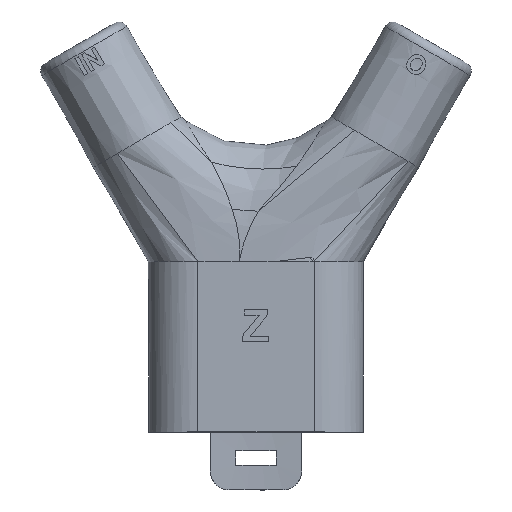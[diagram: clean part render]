
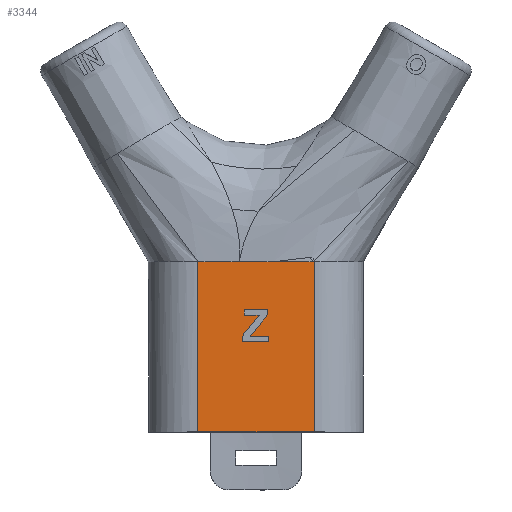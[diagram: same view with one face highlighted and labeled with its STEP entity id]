
A CAD part, top view. The second image highlights one B-rep face of the part: STEP entity #3344.
In plain terms, the highlighted face is planar.
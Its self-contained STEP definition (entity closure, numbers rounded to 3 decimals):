
#249=FACE_BOUND('',#740,.T.);
#546=FACE_OUTER_BOUND('',#739,.T.);
#739=EDGE_LOOP('',(#2607,#2608,#2609,#2610,#2611,#2612,#2613,#2614,#2615));
#740=EDGE_LOOP('',(#2616,#2617,#2618,#2619,#2620,#2621,#2622,#2623,#2624,
#2625));
#853=LINE('',#4572,#1083);
#857=LINE('',#4580,#1087);
#860=LINE('',#4586,#1090);
#863=LINE('',#4592,#1093);
#866=LINE('',#4598,#1096);
#869=LINE('',#4604,#1099);
#872=LINE('',#4610,#1102);
#875=LINE('',#4616,#1105);
#878=LINE('',#4622,#1108);
#881=LINE('',#4627,#1111);
#942=LINE('',#5648,#1172);
#943=LINE('',#5650,#1173);
#944=LINE('',#5686,#1174);
#947=LINE('',#5817,#1177);
#950=LINE('',#5917,#1180);
#951=LINE('',#5918,#1181);
#982=LINE('',#7287,#1212);
#983=LINE('',#7290,#1213);
#984=LINE('',#7291,#1214);
#1083=VECTOR('',#3777,10.);
#1087=VECTOR('',#3783,10.);
#1090=VECTOR('',#3788,10.);
#1093=VECTOR('',#3793,10.);
#1096=VECTOR('',#3798,10.);
#1099=VECTOR('',#3803,10.);
#1102=VECTOR('',#3808,10.);
#1105=VECTOR('',#3813,10.);
#1108=VECTOR('',#3818,10.);
#1111=VECTOR('',#3823,10.);
#1172=VECTOR('',#3996,10.);
#1173=VECTOR('',#3997,10.);
#1174=VECTOR('',#3998,10.);
#1177=VECTOR('',#4011,10.);
#1180=VECTOR('',#4020,10.);
#1181=VECTOR('',#4021,10.);
#1212=VECTOR('',#4092,33.);
#1213=VECTOR('',#4095,25.929);
#1214=VECTOR('',#4096,10.);
#1313=VERTEX_POINT('',#4570);
#1314=VERTEX_POINT('',#4571);
#1317=VERTEX_POINT('',#4579);
#1319=VERTEX_POINT('',#4585);
#1321=VERTEX_POINT('',#4591);
#1323=VERTEX_POINT('',#4597);
#1325=VERTEX_POINT('',#4603);
#1327=VERTEX_POINT('',#4609);
#1329=VERTEX_POINT('',#4615);
#1331=VERTEX_POINT('',#4621);
#1434=VERTEX_POINT('',#5639);
#1435=VERTEX_POINT('',#5647);
#1436=VERTEX_POINT('',#5649);
#1438=VERTEX_POINT('',#5678);
#1439=VERTEX_POINT('',#5685);
#1445=VERTEX_POINT('',#5815);
#1449=VERTEX_POINT('',#5916);
#1496=VERTEX_POINT('',#7285);
#1497=VERTEX_POINT('',#7289);
#1647=EDGE_CURVE('',#1313,#1314,#853,.T.);
#1651=EDGE_CURVE('',#1317,#1313,#857,.T.);
#1654=EDGE_CURVE('',#1319,#1317,#860,.T.);
#1657=EDGE_CURVE('',#1321,#1319,#863,.T.);
#1660=EDGE_CURVE('',#1323,#1321,#866,.T.);
#1663=EDGE_CURVE('',#1325,#1323,#869,.T.);
#1666=EDGE_CURVE('',#1327,#1325,#872,.T.);
#1669=EDGE_CURVE('',#1329,#1327,#875,.T.);
#1672=EDGE_CURVE('',#1331,#1329,#878,.T.);
#1675=EDGE_CURVE('',#1314,#1331,#881,.T.);
#1814=EDGE_CURVE('',#1435,#1434,#942,.T.);
#1815=EDGE_CURVE('',#1436,#1435,#943,.T.);
#1818=EDGE_CURVE('',#1439,#1438,#944,.T.);
#1829=EDGE_CURVE('',#1434,#1445,#947,.T.);
#1836=EDGE_CURVE('',#1449,#1436,#950,.T.);
#1837=EDGE_CURVE('',#1438,#1449,#951,.T.);
#1915=EDGE_CURVE('',#1445,#1496,#982,.T.);
#1916=EDGE_CURVE('',#1497,#1496,#983,.T.);
#1917=EDGE_CURVE('',#1497,#1439,#984,.T.);
#2607=ORIENTED_EDGE('',*,*,#1818,.T.);
#2608=ORIENTED_EDGE('',*,*,#1837,.T.);
#2609=ORIENTED_EDGE('',*,*,#1836,.T.);
#2610=ORIENTED_EDGE('',*,*,#1815,.T.);
#2611=ORIENTED_EDGE('',*,*,#1814,.T.);
#2612=ORIENTED_EDGE('',*,*,#1829,.T.);
#2613=ORIENTED_EDGE('',*,*,#1915,.T.);
#2614=ORIENTED_EDGE('',*,*,#1916,.F.);
#2615=ORIENTED_EDGE('',*,*,#1917,.T.);
#2616=ORIENTED_EDGE('',*,*,#1647,.T.);
#2617=ORIENTED_EDGE('',*,*,#1675,.T.);
#2618=ORIENTED_EDGE('',*,*,#1672,.T.);
#2619=ORIENTED_EDGE('',*,*,#1669,.T.);
#2620=ORIENTED_EDGE('',*,*,#1666,.T.);
#2621=ORIENTED_EDGE('',*,*,#1663,.T.);
#2622=ORIENTED_EDGE('',*,*,#1660,.T.);
#2623=ORIENTED_EDGE('',*,*,#1657,.T.);
#2624=ORIENTED_EDGE('',*,*,#1654,.T.);
#2625=ORIENTED_EDGE('',*,*,#1651,.T.);
#3225=PLANE('',#3581);
#3344=ADVANCED_FACE('',(#546,#249),#3225,.T.);
#3581=AXIS2_PLACEMENT_3D('',#7288,#4093,#4094);
#3777=DIRECTION('',(0.5,0.,0.866));
#3783=DIRECTION('',(-0.866,0.,0.5));
#3788=DIRECTION('',(0.934,0.,0.357));
#3793=DIRECTION('',(0.5,0.,0.866));
#3798=DIRECTION('',(-0.866,0.,0.5));
#3803=DIRECTION('',(-0.5,0.,-0.866));
#3808=DIRECTION('',(0.866,0.,-0.5));
#3813=DIRECTION('',(-0.934,0.,-0.358));
#3818=DIRECTION('',(-0.5,0.,-0.866));
#3823=DIRECTION('',(0.866,0.,-0.5));
#3996=DIRECTION('',(0.866,0.,-0.5));
#3997=DIRECTION('',(0.866,0.,-0.5));
#3998=DIRECTION('',(0.866,0.,-0.5));
#4011=DIRECTION('',(0.866,0.,-0.5));
#4020=DIRECTION('',(0.866,0.,-0.5));
#4021=DIRECTION('',(0.866,0.,-0.5));
#4092=DIRECTION('',(0.5,0.,0.866));
#4093=DIRECTION('center_axis',(0.,-1.,0.));
#4094=DIRECTION('ref_axis',(-0.866,0.,0.5));
#4095=DIRECTION('',(0.866,0.,-0.5));
#4096=DIRECTION('',(-0.5,0.,-0.866));
#4570=CARTESIAN_POINT('',(-3.697,-11.149,77.718));
#4571=CARTESIAN_POINT('',(-3.094,-11.149,78.763));
#4572=CARTESIAN_POINT('',(-6.617,-11.149,72.661));
#4579=CARTESIAN_POINT('',(-0.171,-11.149,75.682));
#4580=CARTESIAN_POINT('',(4.874,-11.149,72.769));
#4585=CARTESIAN_POINT('',(-5.981,-11.149,73.46));
#4586=CARTESIAN_POINT('',(-3.88,-11.149,74.264));
#4591=CARTESIAN_POINT('',(-6.542,-11.149,72.488));
#4592=CARTESIAN_POINT('',(-7.974,-11.149,70.008));
#4597=CARTESIAN_POINT('',(-2.005,-11.149,69.868));
#4598=CARTESIAN_POINT('',(2.469,-11.149,67.285));
#4603=CARTESIAN_POINT('',(-1.4,-11.149,70.917));
#4604=CARTESIAN_POINT('',(-3.134,-11.149,67.913));
#4609=CARTESIAN_POINT('',(-4.288,-11.149,72.584));
#4610=CARTESIAN_POINT('',(1.63,-11.149,69.168));
#4615=CARTESIAN_POINT('',(1.29,-11.149,74.726));
#4616=CARTESIAN_POINT('',(-0.001,-11.149,74.23));
#4621=CARTESIAN_POINT('',(1.942,-11.149,75.855));
#4622=CARTESIAN_POINT('',(-1.279,-11.149,70.276));
#4627=CARTESIAN_POINT('',(3.714,-11.149,74.832));
#5639=CARTESIAN_POINT('',(0.21,-11.149,56.204));
#5647=CARTESIAN_POINT('',(-3.435,-11.149,58.309));
#5648=CARTESIAN_POINT('',(1.58,-11.149,55.413));
#5649=CARTESIAN_POINT('',(-6.388,-11.149,60.014));
#5650=CARTESIAN_POINT('',(1.58,-11.149,55.413));
#5678=CARTESIAN_POINT('',(-12.987,-11.149,63.824));
#5685=CARTESIAN_POINT('',(-20.875,-11.149,68.378));
#5686=CARTESIAN_POINT('',(1.58,-11.149,55.413));
#5815=CARTESIAN_POINT('',(1.58,-11.149,55.413));
#5817=CARTESIAN_POINT('',(1.58,-11.149,55.413));
#5916=CARTESIAN_POINT('',(-9.342,-11.149,61.719));
#5917=CARTESIAN_POINT('',(1.58,-11.149,55.413));
#5918=CARTESIAN_POINT('',(1.58,-11.149,55.413));
#7285=CARTESIAN_POINT('',(20.58,-11.149,88.322));
#7287=CARTESIAN_POINT('',(4.08,-11.149,59.743));
#7288=CARTESIAN_POINT('Origin',(4.08,-11.149,59.743));
#7289=CARTESIAN_POINT('',(-1.875,-11.149,101.286));
#7290=CARTESIAN_POINT('',(-1.875,-11.149,101.286));
#7291=CARTESIAN_POINT('',(-18.375,-11.149,72.708));
